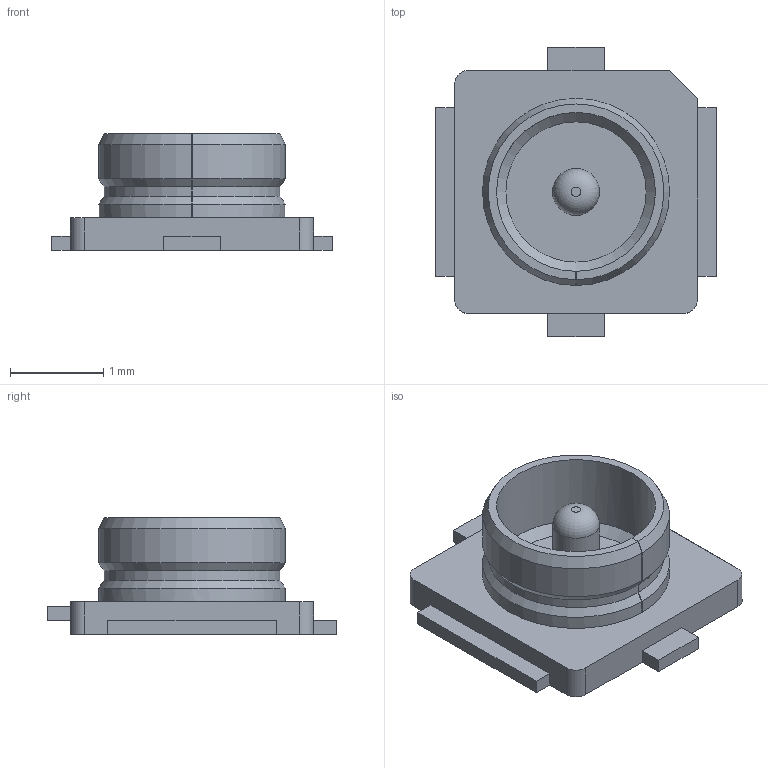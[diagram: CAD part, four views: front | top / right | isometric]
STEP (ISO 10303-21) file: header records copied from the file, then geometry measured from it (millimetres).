
FILE_DESCRIPTION(/* description */ ('Unknown'),/* implementation_level */ '2;1');
FILE_NAME(/* name */ '63610111x001',/* time_stamp */ '2023-02-21T11:49:15+01:00',/* author */ ('Unknown'),/* organization */ ('Unknown'),/* preprocessor_version */ 'ST-DEVELOPER v18.102',/* originating_system */ 'Solid Edge',/* authorisation */ 'Unknown');
FILE_SCHEMA (('AUTOMOTIVE_DESIGN {1 0 10303 214 3 1 1}'));
Length unit declared in the file: millimetre
Products named in the file (4): 63610111x001; 63610111x001_Contact; 63610111x001_Ground; 63610111x001_Housing
Assembly tree (3 placements, depth 2):
  63610111x001
    63610111x001_Contact
    63610111x001_Ground
    63610111x001_Housing
Bounding box: 3 x 3.1 x 1.25 mm (x, y, z)
Volume: 3.3 mm3; surface area: 44.3 mm2
Topology: 3 solids, 3 shells, 139 faces, 392 edges, 257 vertices
Faces by surface type: plane 89, cylinder 31, torus 15, cone 4
Full cylindrical faces by diameter (mm): 0.2 x1, 0.5 x2
Entity records: 4552 total; most frequent: CARTESIAN_POINT 837, ORIENTED_EDGE 760, DIRECTION 750, EDGE_CURVE 380, LINE 256, VECTOR 256, VERTEX_POINT 254, AXIS2_PLACEMENT_3D 247
